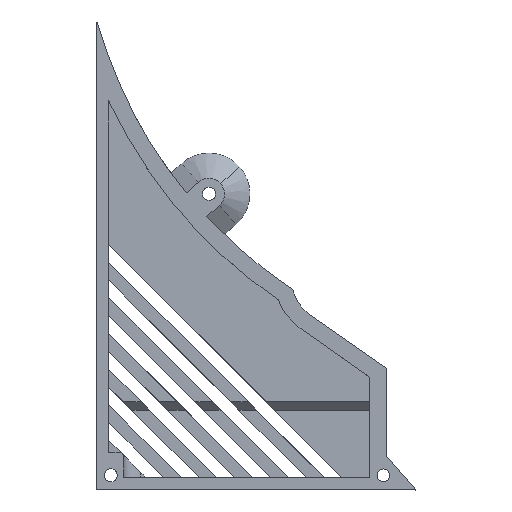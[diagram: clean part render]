
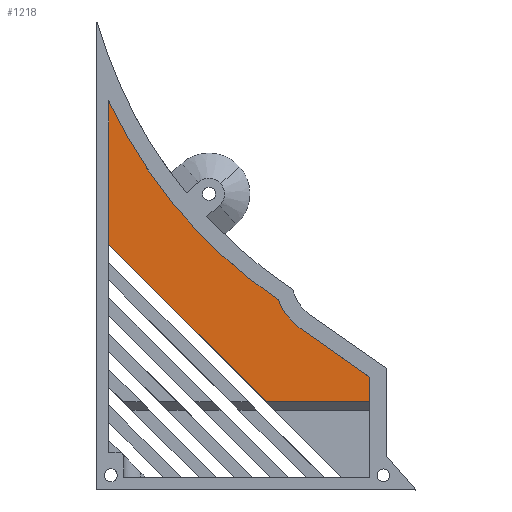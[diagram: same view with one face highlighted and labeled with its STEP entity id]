
A CAD part, top view. The second image highlights one B-rep face of the part: STEP entity #1218.
In plain terms, the highlighted planar face has unit normal (0, 0, 1).
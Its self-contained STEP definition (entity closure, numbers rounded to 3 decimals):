
#18 = CARTESIAN_POINT ( 'NONE',  ( -74.964, 14.736, -3. ) ) ;
#50 = AXIS2_PLACEMENT_3D ( 'NONE', #1862, #145, #1684 ) ;
#54 = VECTOR ( 'NONE', #277, 1000. ) ;
#56 = CARTESIAN_POINT ( 'NONE',  ( -95.57, 14.99, -3. ) ) ;
#71 = VERTEX_POINT ( 'NONE', #701 ) ;
#93 = VERTEX_POINT ( 'NONE', #1257 ) ;
#145 = DIRECTION ( 'NONE',  ( 0., 0., 1. ) ) ;
#155 = VERTEX_POINT ( 'NONE', #1147 ) ;
#171 = CARTESIAN_POINT ( 'NONE',  ( -60.53, 5.446, -3. ) ) ;
#175 = ORIENTED_EDGE ( 'NONE', *, *, #1932, .T. ) ;
#184 = EDGE_CURVE ( 'NONE', #2058, #236, #1566, .T. ) ;
#220 = LINE ( 'NONE', #967, #657 ) ;
#236 = VERTEX_POINT ( 'NONE', #171 ) ;
#244 = CARTESIAN_POINT ( 'NONE',  ( 0., 109., -3. ) ) ;
#277 = DIRECTION ( 'NONE',  ( 0.819, -0.574, 0. ) ) ;
#323 = VECTOR ( 'NONE', #395, 1000. ) ;
#384 = EDGE_CURVE ( 'NONE', #155, #2114, #1879, .T. ) ;
#395 = DIRECTION ( 'NONE',  ( 0.707, -0.707, 0. ) ) ;
#466 = CARTESIAN_POINT ( 'NONE',  ( -43.929, -6.178, -3. ) ) ;
#516 = LINE ( 'NONE', #1281, #1273 ) ;
#585 = FACE_OUTER_BOUND ( 'NONE', #1383, .T. ) ;
#624 = CARTESIAN_POINT ( 'NONE',  ( -65.671, 12.169, -3. ) ) ;
#635 = ORIENTED_EDGE ( 'NONE', *, *, #2395, .F. ) ;
#657 = VECTOR ( 'NONE', #1730, 1000. ) ;
#697 = CARTESIAN_POINT ( 'NONE',  ( -68.58, -12., -3. ) ) ;
#701 = CARTESIAN_POINT ( 'NONE',  ( -106., 25.42, -3. ) ) ;
#821 = ORIENTED_EDGE ( 'NONE', *, *, #384, .F. ) ;
#830 = LINE ( 'NONE', #56, #323 ) ;
#856 = CARTESIAN_POINT ( 'NONE',  ( -90.732, 35.131, -3. ) ) ;
#860 = ORIENTED_EDGE ( 'NONE', *, *, #1263, .F. ) ;
#882 = EDGE_CURVE ( 'NONE', #93, #2058, #1534, .T. ) ;
#894 = ORIENTED_EDGE ( 'NONE', *, *, #184, .F. ) ;
#940 = VERTEX_POINT ( 'NONE', #2165 ) ;
#967 = CARTESIAN_POINT ( 'NONE',  ( -106., 78.201, -3. ) ) ;
#990 = CARTESIAN_POINT ( 'NONE',  ( -85.562, 29.199, -3. ) ) ;
#1038 = DIRECTION ( 'NONE',  ( 0.731, 0.682, 0. ) ) ;
#1061 = DIRECTION ( 'NONE',  ( 0., 0., 1. ) ) ;
#1118 = AXIS2_PLACEMENT_3D ( 'NONE', #18, #1142, #1896 ) ;
#1142 = DIRECTION ( 'NONE',  ( 0., 0., 1. ) ) ;
#1147 = CARTESIAN_POINT ( 'NONE',  ( -106., 59.472, -3. ) ) ;
#1181 = EDGE_CURVE ( 'NONE', #236, #2234, #1973, .T. ) ;
#1218 = ADVANCED_FACE ( 'NONE', ( #585 ), #1586, .T. ) ;
#1257 = CARTESIAN_POINT ( 'NONE',  ( -85.562, 29.199, -3. ) ) ;
#1263 = EDGE_CURVE ( 'NONE', #2234, #940, #516, .T. ) ;
#1273 = VECTOR ( 'NONE', #2393, 1000. ) ;
#1281 = CARTESIAN_POINT ( 'NONE',  ( -43.929, -30., -3. ) ) ;
#1315 = CARTESIAN_POINT ( 'NONE',  ( -43.929, -6.178, -3. ) ) ;
#1324 = ORIENTED_EDGE ( 'NONE', *, *, #2051, .F. ) ;
#1352 = ORIENTED_EDGE ( 'NONE', *, *, #882, .F. ) ;
#1383 = EDGE_LOOP ( 'NONE', ( #1922, #175, #860, #2092, #894, #1352, #1324, #821, #635 ) ) ;
#1487 = AXIS2_PLACEMENT_3D ( 'NONE', #244, #1573, #1746 ) ;
#1534 = CIRCLE ( 'NONE', #1768, 117. ) ;
#1566 = CIRCLE ( 'NONE', #50, 14. ) ;
#1573 = DIRECTION ( 'NONE',  ( 0., 0., 1. ) ) ;
#1581 = LINE ( 'NONE', #990, #1717 ) ;
#1586 = PLANE ( 'NONE',  #1118 ) ;
#1684 = DIRECTION ( 'NONE',  ( 0.941, 0.339, 0. ) ) ;
#1717 = VECTOR ( 'NONE', #2327, 1000. ) ;
#1730 = DIRECTION ( 'NONE',  ( 0., 1., 0. ) ) ;
#1746 = DIRECTION ( 'NONE',  ( 0.962, 0.272, 0. ) ) ;
#1768 = AXIS2_PLACEMENT_3D ( 'NONE', #2150, #1061, #1038 ) ;
#1862 = CARTESIAN_POINT ( 'NONE',  ( -52.5, 16.914, -3. ) ) ;
#1879 = CIRCLE ( 'NONE', #1487, 117. ) ;
#1888 = DIRECTION ( 'NONE',  ( 1., 0., 0. ) ) ;
#1896 = DIRECTION ( 'NONE',  ( 1., 0., 0. ) ) ;
#1922 = ORIENTED_EDGE ( 'NONE', *, *, #1993, .T. ) ;
#1932 = EDGE_CURVE ( 'NONE', #2075, #940, #2451, .T. ) ;
#1973 = LINE ( 'NONE', #466, #54 ) ;
#1993 = EDGE_CURVE ( 'NONE', #71, #2075, #830, .T. ) ;
#2051 = EDGE_CURVE ( 'NONE', #2114, #93, #1581, .T. ) ;
#2058 = VERTEX_POINT ( 'NONE', #624 ) ;
#2070 = CARTESIAN_POINT ( 'NONE',  ( -74.964, -12., -3. ) ) ;
#2075 = VERTEX_POINT ( 'NONE', #697 ) ;
#2092 = ORIENTED_EDGE ( 'NONE', *, *, #1181, .F. ) ;
#2114 = VERTEX_POINT ( 'NONE', #856 ) ;
#2141 = VECTOR ( 'NONE', #1888, 1000. ) ;
#2150 = CARTESIAN_POINT ( 'NONE',  ( 0., 109., -3. ) ) ;
#2165 = CARTESIAN_POINT ( 'NONE',  ( -43.929, -12., -3. ) ) ;
#2234 = VERTEX_POINT ( 'NONE', #1315 ) ;
#2327 = DIRECTION ( 'NONE',  ( 0.657, -0.754, 0. ) ) ;
#2393 = DIRECTION ( 'NONE',  ( 0., -1., 0. ) ) ;
#2395 = EDGE_CURVE ( 'NONE', #71, #155, #220, .T. ) ;
#2451 = LINE ( 'NONE', #2070, #2141 ) ;
